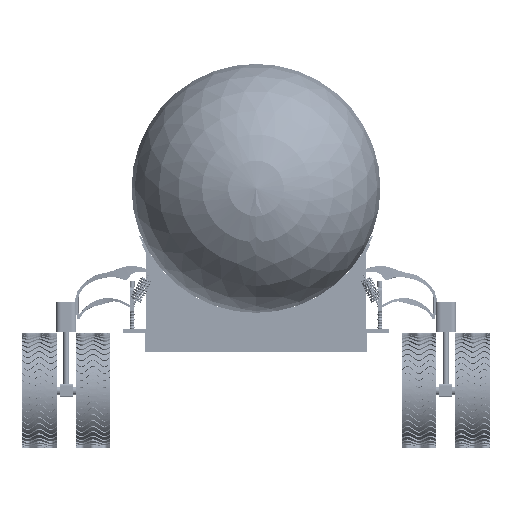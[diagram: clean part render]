
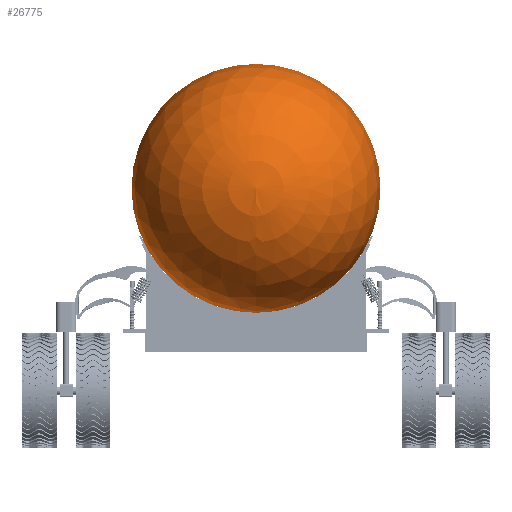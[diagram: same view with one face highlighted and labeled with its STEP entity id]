
A CAD part, front view. The second image highlights one B-rep face of the part: STEP entity #26775.
In plain terms, the highlighted spherical face has radius 1100 mm.
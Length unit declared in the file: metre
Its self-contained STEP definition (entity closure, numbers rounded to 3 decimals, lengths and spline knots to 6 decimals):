
#12=SPHERICAL_SURFACE('',#29826,1.1);
#826=CIRCLE('',#29827,1.1);
#10558=ORIENTED_EDGE('',*,*,#14341,.T.);
#14341=EDGE_CURVE('',#16903,#16903,#826,.T.);
#16903=VERTEX_POINT('',#52979);
#22772=EDGE_LOOP('',(#10558));
#24521=FACE_BOUND('',#22772,.T.);
#26775=ADVANCED_FACE('',(#24521),#12,.T.);
#29826=AXIS2_PLACEMENT_3D('',#52977,#37424,#37425);
#29827=AXIS2_PLACEMENT_3D('',#52978,#37426,#37427);
#37424=DIRECTION('',(0.,1.,0.));
#37425=DIRECTION('',(0.,0.,-1.));
#37426=DIRECTION('',(0.,1.,0.));
#37427=DIRECTION('',(0.,0.,1.));
#52977=CARTESIAN_POINT('',(0.,0.709678,0.));
#52978=CARTESIAN_POINT('',(0.,0.709678,0.));
#52979=CARTESIAN_POINT('',(0.,0.709678,1.1));
